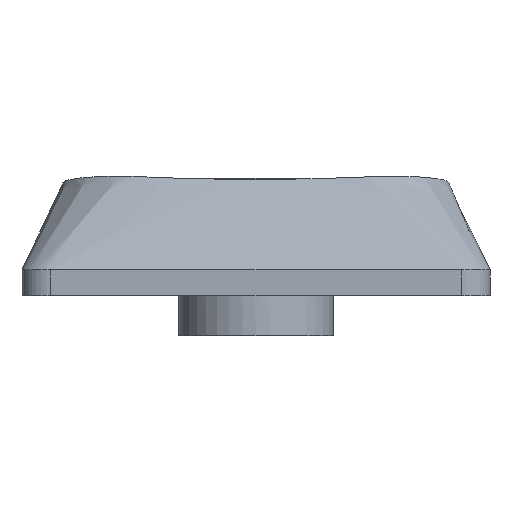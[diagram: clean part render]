
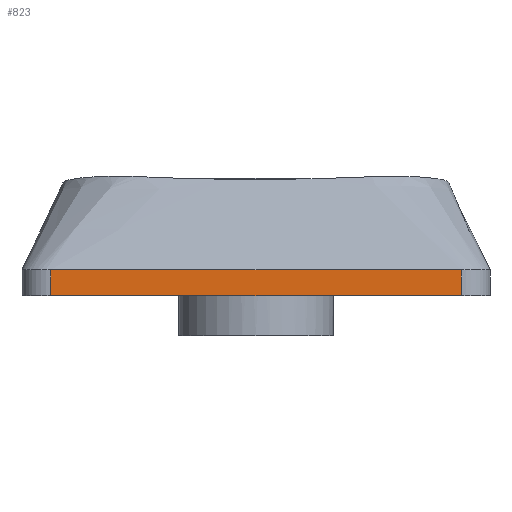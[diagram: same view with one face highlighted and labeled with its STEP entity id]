
A CAD part, front view. The second image highlights one B-rep face of the part: STEP entity #823.
In plain terms, the highlighted planar face has unit normal (0, -1, 0).
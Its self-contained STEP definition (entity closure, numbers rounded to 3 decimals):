
#105=FACE_OUTER_BOUND('',#153,.T.);
#153=EDGE_LOOP('',(#721,#722,#723,#724));
#219=LINE('',#2112,#298);
#239=LINE('',#2167,#318);
#240=LINE('',#2170,#319);
#241=LINE('',#2171,#320);
#298=VECTOR('',#1053,10.);
#318=VECTOR('',#1113,10.);
#319=VECTOR('',#1116,10.);
#320=VECTOR('',#1117,10.);
#382=VERTEX_POINT('',#2109);
#383=VERTEX_POINT('',#2111);
#398=VERTEX_POINT('',#2165);
#399=VERTEX_POINT('',#2169);
#483=EDGE_CURVE('',#382,#383,#219,.T.);
#511=EDGE_CURVE('',#398,#383,#239,.T.);
#512=EDGE_CURVE('',#399,#398,#240,.T.);
#513=EDGE_CURVE('',#399,#382,#241,.T.);
#721=ORIENTED_EDGE('',*,*,#512,.T.);
#722=ORIENTED_EDGE('',*,*,#511,.T.);
#723=ORIENTED_EDGE('',*,*,#483,.F.);
#724=ORIENTED_EDGE('',*,*,#513,.F.);
#780=PLANE('',#905);
#823=ADVANCED_FACE('',(#105),#780,.T.);
#905=AXIS2_PLACEMENT_3D('',#2168,#1114,#1115);
#1053=DIRECTION('',(1.,0.,0.));
#1113=DIRECTION('',(0.,0.,1.));
#1114=DIRECTION('center_axis',(0.,-1.,0.));
#1115=DIRECTION('ref_axis',(1.,0.,0.));
#1116=DIRECTION('',(1.,0.,0.));
#1117=DIRECTION('',(0.,0.,1.));
#2109=CARTESIAN_POINT('',(-7.15,-8.15,0.895));
#2111=CARTESIAN_POINT('',(7.15,-8.15,0.895));
#2112=CARTESIAN_POINT('',(-7.15,-8.15,0.895));
#2165=CARTESIAN_POINT('',(7.15,-8.15,0.));
#2167=CARTESIAN_POINT('',(7.15,-8.15,0.));
#2168=CARTESIAN_POINT('Origin',(-7.15,-8.15,0.));
#2169=CARTESIAN_POINT('',(-7.15,-8.15,0.));
#2170=CARTESIAN_POINT('',(-7.15,-8.15,0.));
#2171=CARTESIAN_POINT('',(-7.15,-8.15,0.));
